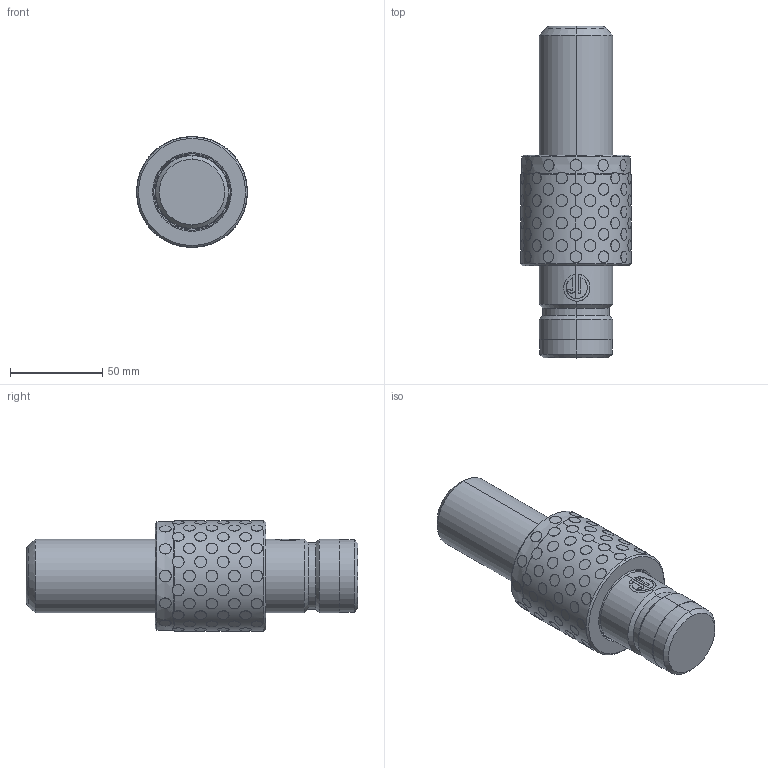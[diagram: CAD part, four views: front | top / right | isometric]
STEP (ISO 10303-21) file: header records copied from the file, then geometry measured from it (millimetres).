
FILE_DESCRIPTION (( 'STEP AP214' ), '1' );
FILE_NAME ('QPMW QPMF-D40-L180.STEP', '2022-07-05T07:35:26', ( '' ), ( '' ), 'SwSTEP 2.0', 'SolidWorks 2016', '' );
FILE_SCHEMA (( 'AUTOMOTIVE_DESIGN' ));
Length unit declared in the file: millimetre
Products named in the file (115): ʯī; JPM-D40-L180; QPMW QPMF-D40-L180; BBW BBF-D40-L60; BBW-D40-L60
Assembly tree (111 placements, depth 3):
  ʯī
  ʯī
  ʯī
  ʯī
  ʯī
Bounding box: 60 x 180 x 60 mm (x, y, z)
Volume: 314804 mm3; surface area: 89198.8 mm2
Topology: 110 solids, 110 shells, 738 faces, 1674 edges, 1107 vertices
Faces by surface type: cylinder 454, plane 229, cone 29, torus 18, bspline 8
Entity records: 28288 total; most frequent: CARTESIAN_POINT 17689, ORIENTED_EDGE 2060, DIRECTION 1370, EDGE_CURVE 1030, VERTEX_POINT 679, B_SPLINE_CURVE_WITH_KNOTS 622, AXIS2_PLACEMENT_3D 544, EDGE_LOOP 481
